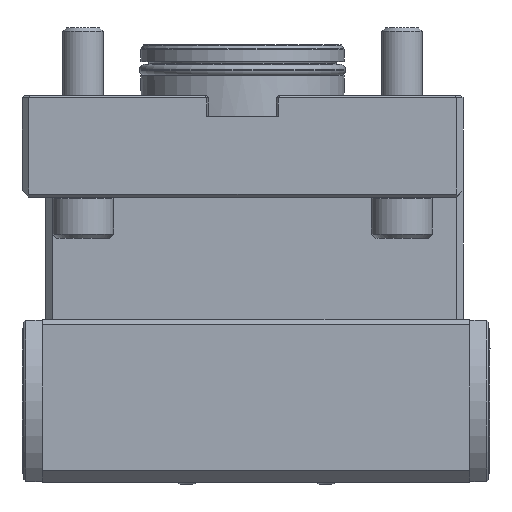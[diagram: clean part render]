
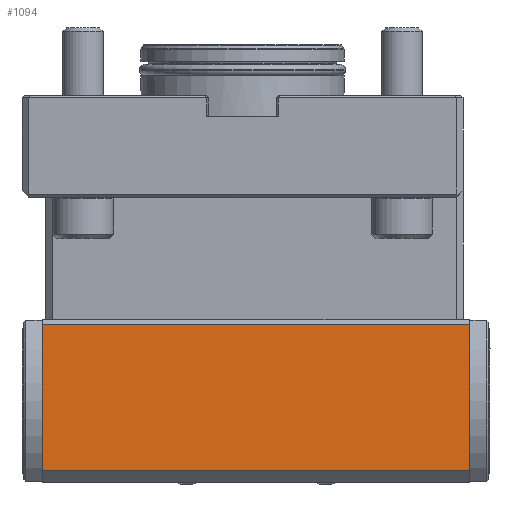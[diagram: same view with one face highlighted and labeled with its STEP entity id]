
A CAD part, front view. The second image highlights one B-rep face of the part: STEP entity #1094.
In plain terms, the highlighted planar face has unit normal (0, -1, 0).
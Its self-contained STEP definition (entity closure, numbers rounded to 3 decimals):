
#184=LINE('',#6881,#503);
#199=LINE('',#6911,#518);
#200=LINE('',#6913,#519);
#201=LINE('',#6915,#520);
#503=VECTOR('',#5127,1.);
#518=VECTOR('',#5152,1.);
#519=VECTOR('',#5155,1.);
#520=VECTOR('',#5156,1.);
#1094=ADVANCED_FACE('',(#1491),#1335,.F.);
#1335=PLANE('',#4439);
#1491=FACE_OUTER_BOUND('',#1765,.T.);
#1765=EDGE_LOOP('',(#2308,#2309,#2310,#2311));
#2308=ORIENTED_EDGE('',*,*,#3706,.F.);
#2309=ORIENTED_EDGE('',*,*,#3707,.T.);
#2310=ORIENTED_EDGE('',*,*,#3690,.T.);
#2311=ORIENTED_EDGE('',*,*,#3705,.T.);
#3297=VERTEX_POINT('',#6880);
#3298=VERTEX_POINT('',#6882);
#3307=VERTEX_POINT('',#6910);
#3308=VERTEX_POINT('',#6914);
#3690=EDGE_CURVE('',#3298,#3297,#184,.T.);
#3705=EDGE_CURVE('',#3297,#3307,#199,.T.);
#3706=EDGE_CURVE('',#3308,#3307,#200,.T.);
#3707=EDGE_CURVE('',#3308,#3298,#201,.T.);
#4439=AXIS2_PLACEMENT_3D('',#6916,#5157,#5158);
#5127=DIRECTION('',(0.,0.,-1.));
#5152=DIRECTION('',(1.,0.,0.));
#5155=DIRECTION('',(0.,0.,-1.));
#5156=DIRECTION('',(-1.,0.,0.));
#5157=DIRECTION('',(0.,1.,0.));
#5158=DIRECTION('',(0.,0.,-1.));
#6880=CARTESIAN_POINT('',(-59.,-33.5,-110.5));
#6881=CARTESIAN_POINT('',(-59.,-33.5,-30.));
#6882=CARTESIAN_POINT('',(-59.,-33.5,-67.5));
#6910=CARTESIAN_POINT('',(67.,-33.5,-110.5));
#6911=CARTESIAN_POINT('',(67.,-33.5,-110.5));
#6913=CARTESIAN_POINT('',(67.,-33.5,-114.));
#6914=CARTESIAN_POINT('',(67.,-33.5,-67.5));
#6915=CARTESIAN_POINT('',(-59.,-33.5,-67.5));
#6916=CARTESIAN_POINT('',(140.144,-33.5,-30.));
